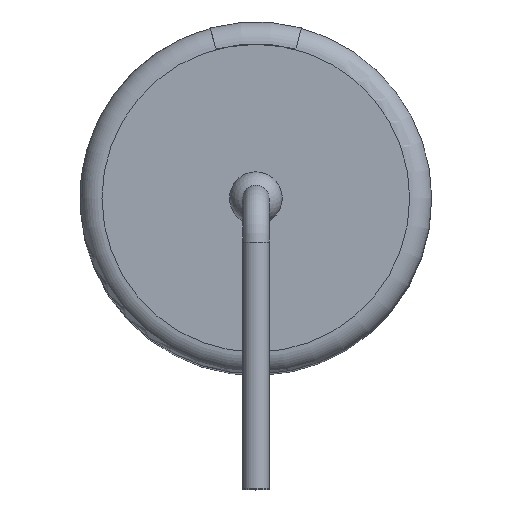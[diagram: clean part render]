
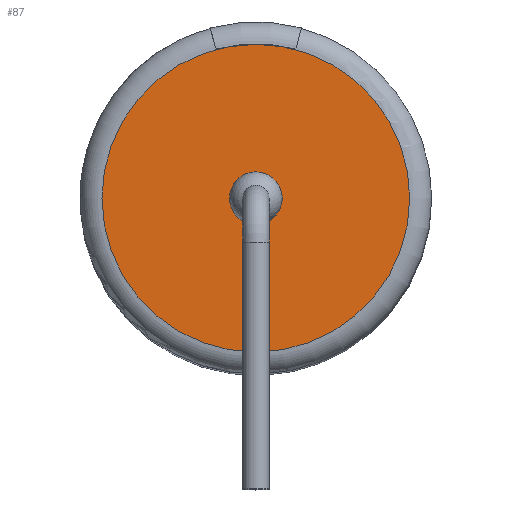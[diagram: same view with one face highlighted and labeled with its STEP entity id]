
A CAD part, top view. The second image highlights one B-rep face of the part: STEP entity #87.
In plain terms, the highlighted planar face has unit normal (0, 0, 1).
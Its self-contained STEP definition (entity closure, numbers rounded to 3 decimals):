
#21 = EDGE_CURVE('',#22,#22,#24,.T.);
#22 = VERTEX_POINT('',#23);
#23 = CARTESIAN_POINT('',(0.,-0.6,20.01));
#24 = CIRCLE('',#25,0.6);
#25 = AXIS2_PLACEMENT_3D('',#26,#27,#28);
#26 = CARTESIAN_POINT('',(0.,0.,20.01));
#27 = DIRECTION('',(-0.,0.,1.));
#28 = DIRECTION('',(0.,-1.,0.));
#87 = ADVANCED_FACE('',(#88,#99),#102,.T.);
#88 = FACE_BOUND('',#89,.T.);
#89 = EDGE_LOOP('',(#90));
#90 = ORIENTED_EDGE('',*,*,#91,.T.);
#91 = EDGE_CURVE('',#92,#92,#94,.T.);
#92 = VERTEX_POINT('',#93);
#93 = CARTESIAN_POINT('',(-3.5,0.,20.01));
#94 = CIRCLE('',#95,3.5);
#95 = AXIS2_PLACEMENT_3D('',#96,#97,#98);
#96 = CARTESIAN_POINT('',(0.,0.,20.01));
#97 = DIRECTION('',(0.,0.,1.));
#98 = DIRECTION('',(-1.,0.,0.));
#99 = FACE_BOUND('',#100,.T.);
#100 = EDGE_LOOP('',(#101));
#101 = ORIENTED_EDGE('',*,*,#21,.F.);
#102 = PLANE('',#103);
#103 = AXIS2_PLACEMENT_3D('',#104,#105,#106);
#104 = CARTESIAN_POINT('',(0.,0.,20.01));
#105 = DIRECTION('',(0.,0.,1.));
#106 = DIRECTION('',(0.,-1.,0.));
